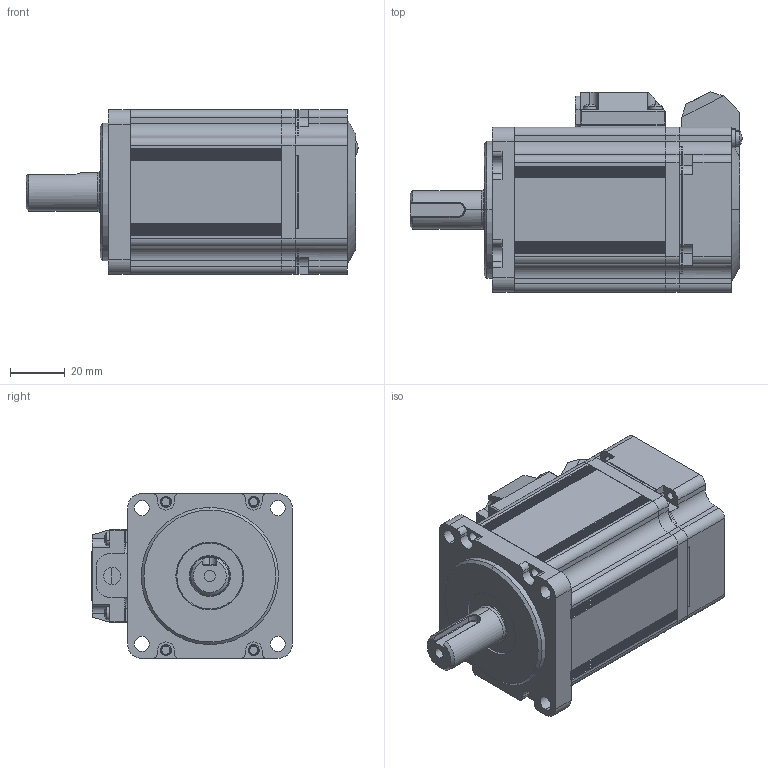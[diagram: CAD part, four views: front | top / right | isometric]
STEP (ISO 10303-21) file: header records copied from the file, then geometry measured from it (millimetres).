
FILE_DESCRIPTION (( 'STEP AP214' ), '1' );
FILE_NAME ('MS6H-60C30B1-20P2.STEP', '2020-12-16T07:52:23', ( '' ), ( '' ), 'SwSTEP 2.0', 'SolidWorks 2016', '' );
FILE_SCHEMA (( 'AUTOMOTIVE_DESIGN' ));
Length unit declared in the file: millimetre
Products named in the file (1): MS6H-60C30B1-20P2
Bounding box: 120.89 x 73 x 60 mm (x, y, z)
Surface area: 39375 mm2 (no closed solid volume)
Topology: 0 solids, 19 shells, 478 faces, 1525 edges, 1055 vertices
Faces by surface type: cylinder 262, plane 188, cone 11, sphere 10, torus 6, bspline 1
Entity records: 22711 total; most frequent: CARTESIAN_POINT 3618, DIRECTION 3203, ORIENTED_EDGE 2443, EDGE_CURVE 1525, AXIS2_PLACEMENT_3D 1222, VERTEX_POINT 1055, LINE 759, VECTOR 759
